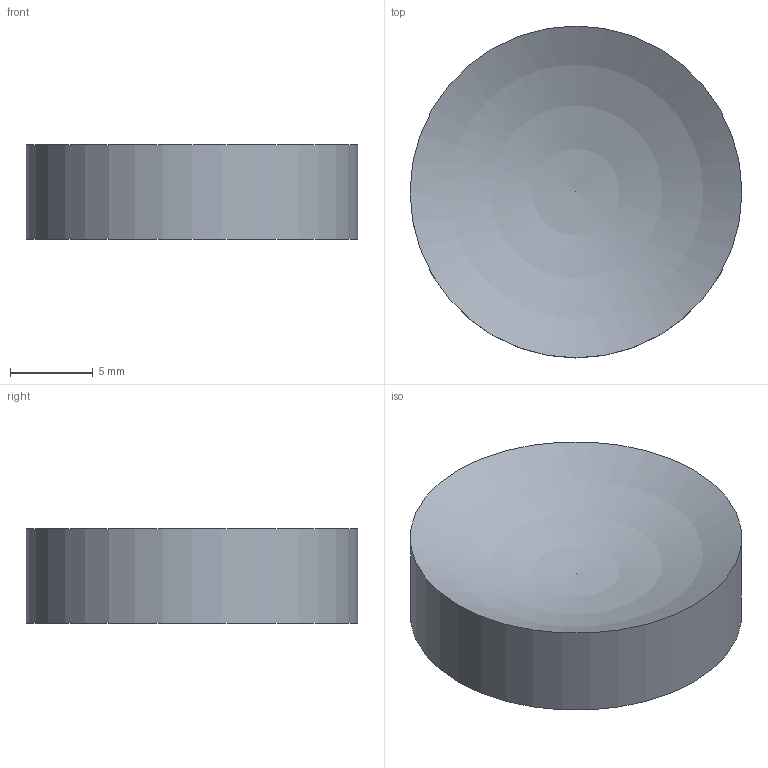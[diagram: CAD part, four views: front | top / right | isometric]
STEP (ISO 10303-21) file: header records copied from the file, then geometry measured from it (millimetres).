
FILE_DESCRIPTION(('Open CASCADE Model'),'2;1');
FILE_NAME('Open CASCADE Shape Model','2025-06-27T14:25:30',('Author'),( 'Open CASCADE'),'Open CASCADE STEP processor 7.7','Open CASCADE 7.7' ,'Unknown');
FILE_SCHEMA(('AUTOMOTIVE_DESIGN { 1 0 10303 214 1 1 1 1 }'));
Length unit declared in the file: millimetre
Products named in the file (1): Open CASCADE STEP translator 7.7 242
Bounding box: 20 x 20 x 5.68 mm (x, y, z)
Volume: 1353.3 mm3; surface area: 1007.7 mm2
Topology: 1 solids, 1 shells, 3 faces, 5 edges, 3 vertices
Faces by surface type: cylinder 1, sphere 1, plane 1
Full cylindrical faces by diameter (mm): 20 x1
Entity records: 131 total; most frequent: DIRECTION 23, CARTESIAN_POINT 19, ORIENTED_EDGE 8, PCURVE 8, DEFINITIONAL_REPRESENTATION 8, LINE 8, VECTOR 8, AXIS2_PLACEMENT_3D 7
